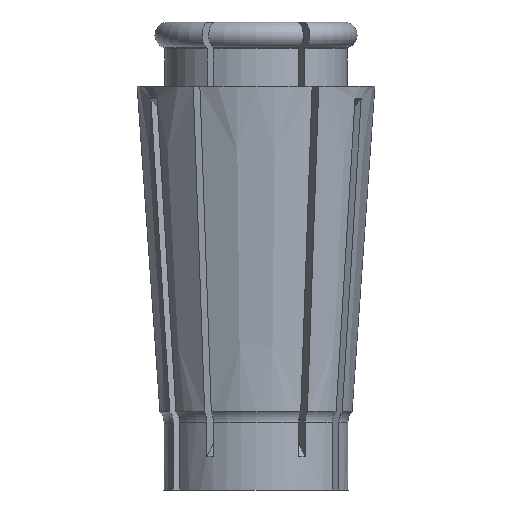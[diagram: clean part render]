
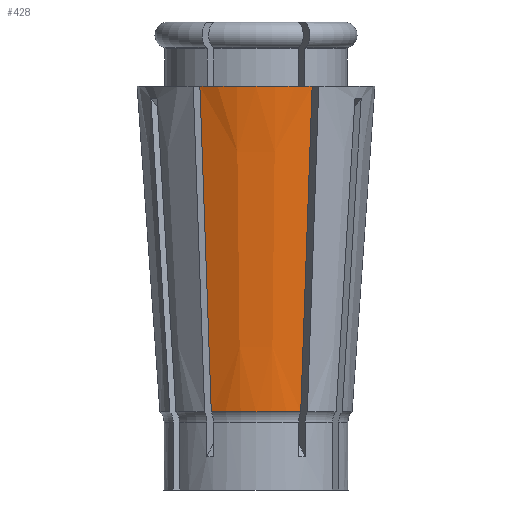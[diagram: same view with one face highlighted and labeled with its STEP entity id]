
A CAD part, left-side view. The second image highlights one B-rep face of the part: STEP entity #428.
In plain terms, the highlighted conical face has half-angle 4 degrees and reference radius 6.268 mm.
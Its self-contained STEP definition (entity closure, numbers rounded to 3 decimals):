
#107 = AXIS2_PLACEMENT_3D ( 'NONE', #2200, #1539, #372 ) ;
#186 = CARTESIAN_POINT ( 'NONE',  ( -6.257, -3.324, -13.711 ) ) ;
#222 = CARTESIAN_POINT ( 'NONE',  ( -5.785, 3.051, -21.504 ) ) ;
#289 = CARTESIAN_POINT ( 'NONE',  ( -6.833, 3.656, -4.2 ) ) ;
#372 = DIRECTION ( 'NONE',  ( 1., 0., 0. ) ) ;
#380 = CARTESIAN_POINT ( 'NONE',  ( 0., 0., -4.2 ) ) ;
#394 = EDGE_CURVE ( 'NONE', #666, #3891, #879, .T. ) ;
#428 = ADVANCED_FACE ( 'NONE', ( #1748 ), #983, .T. ) ;
#490 = CARTESIAN_POINT ( 'NONE',  ( -6.833, -3.656, -4.2 ) ) ;
#501 = CARTESIAN_POINT ( 'NONE',  ( -6.449, -3.435, -10.541 ) ) ;
#520 = CIRCLE ( 'NONE', #107, 6.268 ) ;
#610 = CIRCLE ( 'NONE', #2594, 7.75 ) ;
#645 = CARTESIAN_POINT ( 'NONE',  ( -5.549, -2.915, -25.4 ) ) ;
#666 = VERTEX_POINT ( 'NONE', #3125 ) ;
#678 = EDGE_CURVE ( 'NONE', #3891, #1935, #610, .T. ) ;
#769 = CARTESIAN_POINT ( 'NONE',  ( -6.021, 3.187, -17.607 ) ) ;
#780 = CARTESIAN_POINT ( 'NONE',  ( -6.257, 3.324, -13.711 ) ) ;
#794 = ORIENTED_EDGE ( 'NONE', *, *, #2197, .T. ) ;
#876 = AXIS2_PLACEMENT_3D ( 'NONE', #3930, #3919, #3616 ) ;
#879 = B_SPLINE_CURVE_WITH_KNOTS ( 'NONE', 3,
 ( #1730, #222, #769, #780, #2920, #2324, #3272 ),
 .UNSPECIFIED., .F., .F.,
 ( 4, 3, 4 ),
 ( 0., 0.012, 0.021 ),
 .UNSPECIFIED. ) ;
#983 = CONICAL_SURFACE ( 'NONE', #876, 6.268, 0.07 ) ;
#1539 = DIRECTION ( 'NONE',  ( 0., 0., 1. ) ) ;
#1593 = DIRECTION ( 'NONE',  ( 1., 0., 0. ) ) ;
#1730 = CARTESIAN_POINT ( 'NONE',  ( -5.549, 2.915, -25.4 ) ) ;
#1748 = FACE_OUTER_BOUND ( 'NONE', #2373, .T. ) ;
#1834 = ORIENTED_EDGE ( 'NONE', *, *, #678, .F. ) ;
#1935 = VERTEX_POINT ( 'NONE', #2938 ) ;
#2009 = CARTESIAN_POINT ( 'NONE',  ( -5.785, -3.051, -21.504 ) ) ;
#2197 = EDGE_CURVE ( 'NONE', #2338, #1935, #3394, .T. ) ;
#2200 = CARTESIAN_POINT ( 'NONE',  ( 0., 0., -25.4 ) ) ;
#2268 = CARTESIAN_POINT ( 'NONE',  ( -5.549, -2.915, -25.4 ) ) ;
#2324 = CARTESIAN_POINT ( 'NONE',  ( -6.641, 3.546, -7.37 ) ) ;
#2329 = CARTESIAN_POINT ( 'NONE',  ( -6.021, -3.187, -17.607 ) ) ;
#2338 = VERTEX_POINT ( 'NONE', #645 ) ;
#2366 = EDGE_CURVE ( 'NONE', #666, #2338, #520, .T. ) ;
#2373 = EDGE_LOOP ( 'NONE', ( #2632, #3245, #794, #1834 ) ) ;
#2594 = AXIS2_PLACEMENT_3D ( 'NONE', #380, #3434, #1593 ) ;
#2632 = ORIENTED_EDGE ( 'NONE', *, *, #394, .F. ) ;
#2637 = CARTESIAN_POINT ( 'NONE',  ( -6.641, -3.546, -7.37 ) ) ;
#2920 = CARTESIAN_POINT ( 'NONE',  ( -6.449, 3.435, -10.541 ) ) ;
#2938 = CARTESIAN_POINT ( 'NONE',  ( -6.833, -3.656, -4.2 ) ) ;
#3125 = CARTESIAN_POINT ( 'NONE',  ( -5.549, 2.915, -25.4 ) ) ;
#3245 = ORIENTED_EDGE ( 'NONE', *, *, #2366, .T. ) ;
#3272 = CARTESIAN_POINT ( 'NONE',  ( -6.833, 3.656, -4.2 ) ) ;
#3394 = B_SPLINE_CURVE_WITH_KNOTS ( 'NONE', 3,
 ( #2268, #2009, #2329, #186, #501, #2637, #490 ),
 .UNSPECIFIED., .F., .F.,
 ( 4, 3, 4 ),
 ( 0., 0.012, 0.021 ),
 .UNSPECIFIED. ) ;
#3434 = DIRECTION ( 'NONE',  ( 0., 0., 1. ) ) ;
#3616 = DIRECTION ( 'NONE',  ( 1., 0., 0. ) ) ;
#3891 = VERTEX_POINT ( 'NONE', #289 ) ;
#3919 = DIRECTION ( 'NONE',  ( 0., 0., 1. ) ) ;
#3930 = CARTESIAN_POINT ( 'NONE',  ( 0., 0., -25.4 ) ) ;
